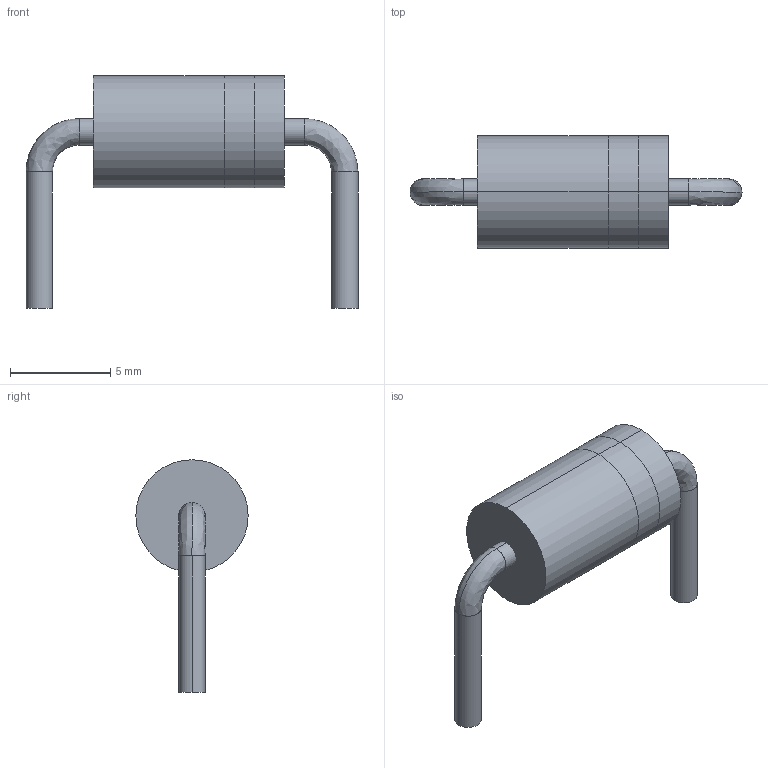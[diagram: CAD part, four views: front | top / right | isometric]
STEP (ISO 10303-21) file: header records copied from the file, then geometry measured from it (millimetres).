
FILE_DESCRIPTION (( 'STEP AP214' ), '1' );
FILE_NAME ('User Library-DO-201AD.STEP', '2012-06-02T15:50:11', ( 'SysAdmin' ), ( 'SolidWorks' ), 'SwSTEP 2.0', 'SolidWorks 2012', '' );
FILE_SCHEMA (( 'AUTOMOTIVE_DESIGN' ));
Length unit declared in the file: millimetre
Products named in the file (10): User Library-DO-201AD_Cylinder002; User Library-DO-201AD_Torus; User Library-DO-201AD_Cylinder003; User Library-DO-201AD_Torus001; User Library-DO-201AD_Cylinder001; User Library-DO-201AD_Cylinder006; User Library-DO-201AD_Cylinder004; User Library-DO-201AD; User Library-DO-201AD_Cylinder; User Library-DO-201AD_Cylinder005
Assembly tree (9 placements, depth 2):
  User Library-DO-201AD
    User Library-DO-201AD_Cylinder
    User Library-DO-201AD_Cylinder001
    User Library-DO-201AD_Cylinder002
    User Library-DO-201AD_Cylinder003
    User Library-DO-201AD_Torus
    User Library-DO-201AD_Cylinder004
    User Library-DO-201AD_Torus001
    User Library-DO-201AD_Cylinder005
    User Library-DO-201AD_Cylinder006
Bounding box: 16.56 x 5.6 x 11.6 mm (x, y, z)
Volume: 264.7 mm3; surface area: 422.6 mm2
Topology: 9 solids, 9 shells, 36 faces, 54 edges, 36 vertices
Faces by surface type: plane 18, cylinder 14, bspline 4
Entity records: 1748 total; most frequent: CARTESIAN_POINT 294, DIRECTION 166, ORIENTED_EDGE 108, AXIS2_PLACEMENT_3D 76, UNCERTAINTY_MEASURE_WITH_UNIT 64, COLOUR_RGB 54, PRESENTATION_STYLE_ASSIGNMENT 54, SURFACE_STYLE_USAGE 54
